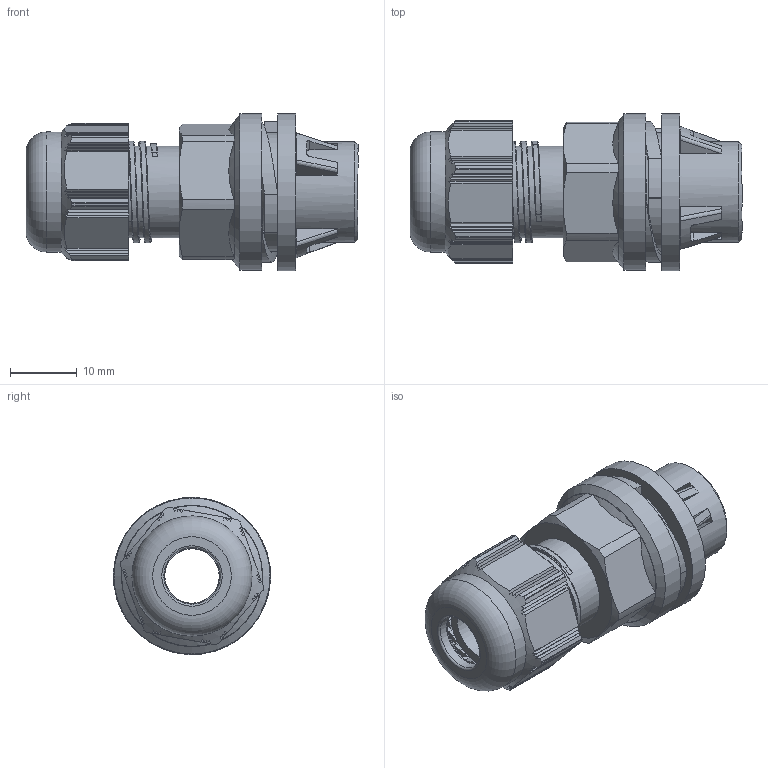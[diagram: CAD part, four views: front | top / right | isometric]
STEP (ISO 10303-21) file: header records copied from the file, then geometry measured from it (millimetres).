
FILE_DESCRIPTION(/* description */ ('Front-Fix 1116S M16, KB: 4-8 mm'),/* implementation_level */ '2;1');
FILE_NAME(/* name */ 'FRONTFIX1116S-RST.stp',/* time_stamp */ '2025-10-20T11:23:54+02:00',/* author */ ('sl'),/* organization */ (''),/* preprocessor_version */ 'ST-DEVELOPER v16.5',/* originating_system */ 'Autodesk Inventor 2017',/* authorisation */ '');
FILE_SCHEMA (('CONFIG_CONTROL_DESIGN'));
Length unit declared in the file: millimetre
Products named in the file (7): FRONTFIX1116S; FRONTFIX1116S_1; FRONTFIX1116S_2; FRONTFIX1116S_3; FRONTFIX1116S_4; FRONTFIX1116S_5; FRONTFIX1116S_6
Assembly tree (6 placements, depth 2):
  FRONTFIX1116S
    FRONTFIX1116S_1
    FRONTFIX1116S_2
    FRONTFIX1116S_3
    FRONTFIX1116S_4
    FRONTFIX1116S_5
    FRONTFIX1116S_6
Bounding box: 49.61 x 23.48 x 23.48 mm (x, y, z)
Volume: 8069.1 mm3; surface area: 11732.3 mm2
Topology: 6 solids, 6 shells, 509 faces, 1422 edges, 923 vertices
Faces by surface type: plane 264, cylinder 128, bspline 62, cone 28, torus 27
Full cylindrical faces by diameter (mm): 8.12 x1, 8.43 x1, 8.6 x1, 8.69 x1, 9.83 x1, 10.43 x1, 10.82 x1, 11.03 x1, 11.12 x1, 11.4 x1, 13.18 x3, 13.72 x5, 13.83 x5, 15.08 x1, 15.462 x5, 15.53 x5, 15.82 x1, 17.95 x1, 21.03 x1, 21.45 x1, 23.33 x1, 23.51 x1
Entity records: 21821 total; most frequent: CARTESIAN_POINT 9903, ORIENTED_EDGE 2600, DIRECTION 2233, EDGE_CURVE 1300, VERTEX_POINT 865, AXIS2_PLACEMENT_3D 796, LINE 641, VECTOR 641
